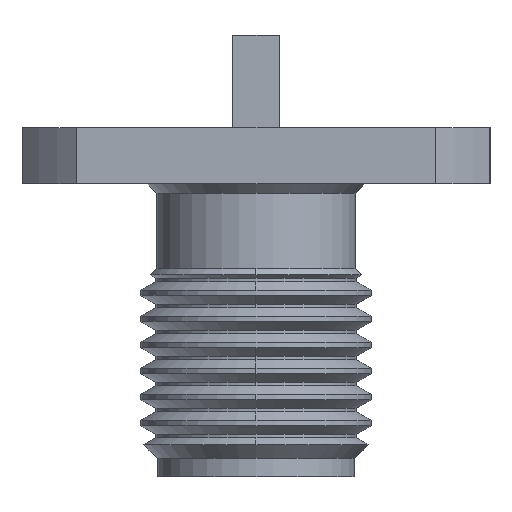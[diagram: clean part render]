
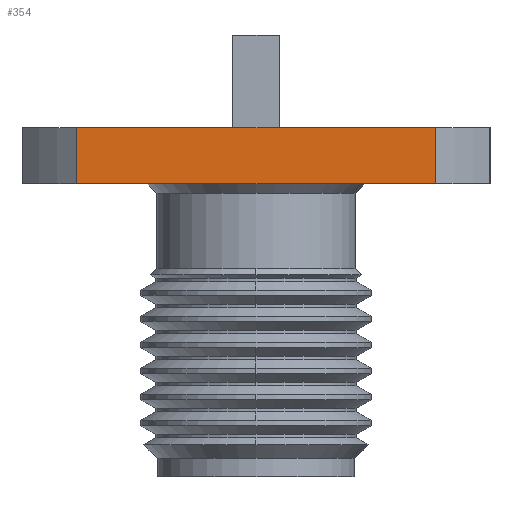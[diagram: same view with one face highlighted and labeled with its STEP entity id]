
A CAD part, front view. The second image highlights one B-rep face of the part: STEP entity #354.
In plain terms, the highlighted planar face has unit normal (0, -1, 0).
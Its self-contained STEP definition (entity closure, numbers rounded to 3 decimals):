
#5 = DIRECTION ( 'NONE',  ( 1., 0., 0. ) ) ;
#35 = CARTESIAN_POINT ( 'NONE',  ( 4.866, -6.35, 0. ) ) ;
#62 = VECTOR ( 'NONE', #1642, 1000. ) ;
#67 = LINE ( 'NONE', #2869, #62 ) ;
#230 = FACE_OUTER_BOUND ( 'NONE', #1279, .T. ) ;
#236 = CARTESIAN_POINT ( 'NONE',  ( 4.866, -6.35, -1.525 ) ) ;
#354 = ADVANCED_FACE ( 'NONE', ( #230 ), #1833, .F. ) ;
#432 = VERTEX_POINT ( 'NONE', #35 ) ;
#621 = CARTESIAN_POINT ( 'NONE',  ( 0., -6.35, 0. ) ) ;
#660 = AXIS2_PLACEMENT_3D ( 'NONE', #2003, #1820, #1788 ) ;
#862 = VERTEX_POINT ( 'NONE', #236 ) ;
#1279 = EDGE_LOOP ( 'NONE', ( #2543, #3816, #2355, #2788 ) ) ;
#1414 = LINE ( 'NONE', #621, #1446 ) ;
#1446 = VECTOR ( 'NONE', #5, 1000. ) ;
#1642 = DIRECTION ( 'NONE',  ( 0., 0., 1. ) ) ;
#1788 = DIRECTION ( 'NONE',  ( -1., 0., 0. ) ) ;
#1820 = DIRECTION ( 'NONE',  ( 0., 1., 0. ) ) ;
#1833 = PLANE ( 'NONE',  #660 ) ;
#1899 = LINE ( 'NONE', #3061, #1933 ) ;
#1933 = VECTOR ( 'NONE', #2170, 1000. ) ;
#1985 = EDGE_CURVE ( 'NONE', #3076, #3946, #2347, .T. ) ;
#2003 = CARTESIAN_POINT ( 'NONE',  ( 4.866, -6.35, -1.525 ) ) ;
#2170 = DIRECTION ( 'NONE',  ( -1., 0., 0. ) ) ;
#2261 = EDGE_CURVE ( 'NONE', #862, #3076, #1899, .T. ) ;
#2289 = VECTOR ( 'NONE', #2319, 1000. ) ;
#2319 = DIRECTION ( 'NONE',  ( 0., 0., 1. ) ) ;
#2347 = LINE ( 'NONE', #3195, #2289 ) ;
#2355 = ORIENTED_EDGE ( 'NONE', *, *, #2261, .F. ) ;
#2543 = ORIENTED_EDGE ( 'NONE', *, *, #2563, .F. ) ;
#2556 = CARTESIAN_POINT ( 'NONE',  ( -4.866, -6.35, -1.525 ) ) ;
#2563 = EDGE_CURVE ( 'NONE', #3946, #432, #1414, .T. ) ;
#2750 = CARTESIAN_POINT ( 'NONE',  ( -4.866, -6.35, 0. ) ) ;
#2788 = ORIENTED_EDGE ( 'NONE', *, *, #3510, .T. ) ;
#2869 = CARTESIAN_POINT ( 'NONE',  ( 4.866, -6.35, -0.762 ) ) ;
#3061 = CARTESIAN_POINT ( 'NONE',  ( 0., -6.35, -1.525 ) ) ;
#3076 = VERTEX_POINT ( 'NONE', #2556 ) ;
#3195 = CARTESIAN_POINT ( 'NONE',  ( -4.866, -6.35, -0.762 ) ) ;
#3510 = EDGE_CURVE ( 'NONE', #862, #432, #67, .T. ) ;
#3816 = ORIENTED_EDGE ( 'NONE', *, *, #1985, .F. ) ;
#3946 = VERTEX_POINT ( 'NONE', #2750 ) ;
